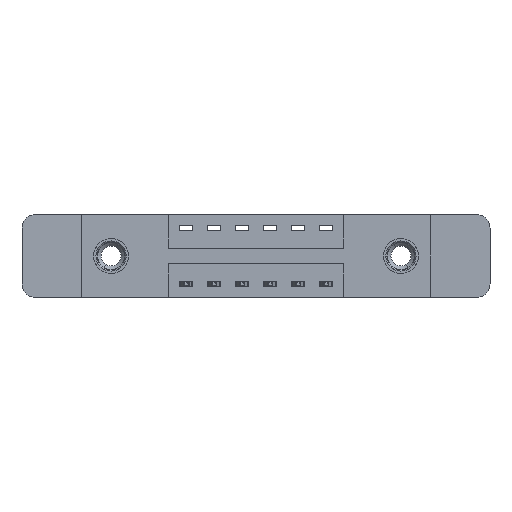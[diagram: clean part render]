
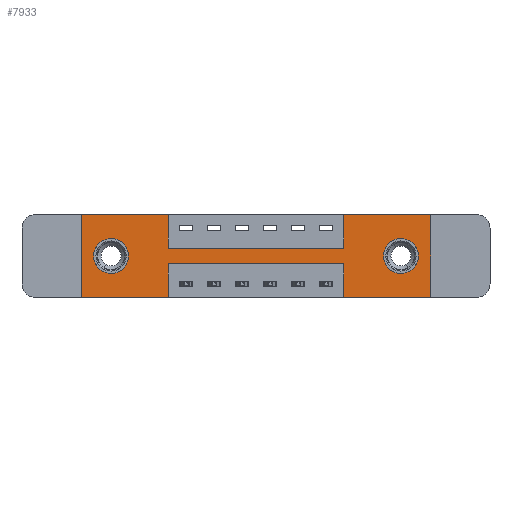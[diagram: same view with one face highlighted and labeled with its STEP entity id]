
A CAD part, front view. The second image highlights one B-rep face of the part: STEP entity #7933.
In plain terms, the highlighted planar face has unit normal (0, -1, 0).
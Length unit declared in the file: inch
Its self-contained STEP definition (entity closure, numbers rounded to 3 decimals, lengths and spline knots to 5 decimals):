
#315 = VECTOR ( 'NONE', #10739, 39.37008 ) ;
#353 = VECTOR ( 'NONE', #2804, 39.37008 ) ;
#477 = ORIENTED_EDGE ( 'NONE', *, *, #6124, .F. ) ;
#501 = CARTESIAN_POINT ( 'NONE',  ( 0.3875, 0., -0.15 ) ) ;
#698 = DIRECTION ( 'NONE',  ( 0., 1., 0. ) ) ;
#748 = EDGE_LOOP ( 'NONE', ( #12242, #12571, #9752, #4665, #5355, #12663, #477, #3896, #6017, #7035, #5911, #11153 ) ) ;
#770 = LINE ( 'NONE', #1986, #4430 ) ;
#889 = EDGE_LOOP ( 'NONE', ( #3189, #5825 ) ) ;
#1049 = VERTEX_POINT ( 'NONE', #7198 ) ;
#1055 = DIRECTION ( 'NONE',  ( -1., 0., 0. ) ) ;
#1178 = CARTESIAN_POINT ( 'NONE',  ( 0., 0., -0.37 ) ) ;
#1270 = DIRECTION ( 'NONE',  ( -1., 0., 0. ) ) ;
#1517 = EDGE_CURVE ( 'NONE', #5089, #1049, #3595, .T. ) ;
#1681 = VERTEX_POINT ( 'NONE', #3483 ) ;
#1857 = CARTESIAN_POINT ( 'NONE',  ( 0.3875, 0., 0. ) ) ;
#1986 = CARTESIAN_POINT ( 'NONE',  ( 0., 0., -0.37 ) ) ;
#2065 = CARTESIAN_POINT ( 'NONE',  ( 0.1325, 0., -0.185 ) ) ;
#2129 = CIRCLE ( 'NONE', #11760, 0.078 ) ;
#2349 = CIRCLE ( 'NONE', #7152, 0.078 ) ;
#2560 = EDGE_CURVE ( 'NONE', #4402, #13898, #11214, .T. ) ;
#2704 = DIRECTION ( 'NONE',  ( 0., 0., -1. ) ) ;
#2804 = DIRECTION ( 'NONE',  ( 0., 0., -1. ) ) ;
#2847 = CARTESIAN_POINT ( 'NONE',  ( 1.4275, 0., -0.185 ) ) ;
#2911 = CARTESIAN_POINT ( 'NONE',  ( 0.3875, 0., -0.37 ) ) ;
#3163 = CARTESIAN_POINT ( 'NONE',  ( 0.3875, 0., -0.22 ) ) ;
#3189 = ORIENTED_EDGE ( 'NONE', *, *, #3422, .T. ) ;
#3271 = VERTEX_POINT ( 'NONE', #9488 ) ;
#3382 = DIRECTION ( 'NONE',  ( -1., 0., 0. ) ) ;
#3422 = EDGE_CURVE ( 'NONE', #1681, #9512, #2349, .T. ) ;
#3483 = CARTESIAN_POINT ( 'NONE',  ( 1.4275, 0., -0.107 ) ) ;
#3595 = LINE ( 'NONE', #13668, #12656 ) ;
#3671 = DIRECTION ( 'NONE',  ( 1., 0., 0. ) ) ;
#3896 = ORIENTED_EDGE ( 'NONE', *, *, #8646, .F. ) ;
#4078 = CARTESIAN_POINT ( 'NONE',  ( 1.1725, 0., 0. ) ) ;
#4112 = VERTEX_POINT ( 'NONE', #14140 ) ;
#4316 = DIRECTION ( 'NONE',  ( 0., 0., -1. ) ) ;
#4402 = VERTEX_POINT ( 'NONE', #2911 ) ;
#4430 = VECTOR ( 'NONE', #1055, 39.37008 ) ;
#4665 = ORIENTED_EDGE ( 'NONE', *, *, #9249, .F. ) ;
#4703 = CARTESIAN_POINT ( 'NONE',  ( 0.3875, 0., -0.37 ) ) ;
#4875 = VECTOR ( 'NONE', #8403, 39.37008 ) ;
#4880 = DIRECTION ( 'NONE',  ( 0., 0., 1. ) ) ;
#4909 = VECTOR ( 'NONE', #11655, 39.37008 ) ;
#5089 = VERTEX_POINT ( 'NONE', #11962 ) ;
#5163 = LINE ( 'NONE', #12861, #353 ) ;
#5355 = ORIENTED_EDGE ( 'NONE', *, *, #10537, .F. ) ;
#5376 = DIRECTION ( 'NONE',  ( 0., 1., 0. ) ) ;
#5481 = EDGE_CURVE ( 'NONE', #3271, #7177, #9584, .T. ) ;
#5513 = CARTESIAN_POINT ( 'NONE',  ( 0., 0., -0.37 ) ) ;
#5634 = LINE ( 'NONE', #9023, #11973 ) ;
#5825 = ORIENTED_EDGE ( 'NONE', *, *, #9192, .T. ) ;
#5842 = FACE_OUTER_BOUND ( 'NONE', #748, .T. ) ;
#5909 = ORIENTED_EDGE ( 'NONE', *, *, #8404, .T. ) ;
#5911 = ORIENTED_EDGE ( 'NONE', *, *, #6388, .F. ) ;
#5912 = DIRECTION ( 'NONE',  ( 0., -1., 0. ) ) ;
#6017 = ORIENTED_EDGE ( 'NONE', *, *, #11031, .F. ) ;
#6036 = ORIENTED_EDGE ( 'NONE', *, *, #7529, .T. ) ;
#6089 = VECTOR ( 'NONE', #3671, 39.37008 ) ;
#6124 = EDGE_CURVE ( 'NONE', #12438, #3271, #8336, .T. ) ;
#6274 = VERTEX_POINT ( 'NONE', #8668 ) ;
#6388 = EDGE_CURVE ( 'NONE', #13898, #13558, #10012, .T. ) ;
#6522 = DIRECTION ( 'NONE',  ( 0., 1., 0. ) ) ;
#6599 = CARTESIAN_POINT ( 'NONE',  ( 1.1725, 0., -0.15 ) ) ;
#7035 = ORIENTED_EDGE ( 'NONE', *, *, #14051, .F. ) ;
#7056 = CARTESIAN_POINT ( 'NONE',  ( 0., 0., 0. ) ) ;
#7141 = FACE_BOUND ( 'NONE', #9630, .T. ) ;
#7152 = AXIS2_PLACEMENT_3D ( 'NONE', #11925, #5376, #4316 ) ;
#7177 = VERTEX_POINT ( 'NONE', #10920 ) ;
#7198 = CARTESIAN_POINT ( 'NONE',  ( 1.1725, 0., -0.22 ) ) ;
#7215 = CARTESIAN_POINT ( 'NONE',  ( 0., 0., -0.37 ) ) ;
#7483 = LINE ( 'NONE', #11863, #4909 ) ;
#7529 = EDGE_CURVE ( 'NONE', #6274, #11958, #12206, .T. ) ;
#7716 = EDGE_CURVE ( 'NONE', #1049, #8378, #5634, .T. ) ;
#7933 = ADVANCED_FACE ( 'NONE', ( #9312, #7141, #5842 ), #8307, .T. ) ;
#8070 = DIRECTION ( 'NONE',  ( 0., 0., 1. ) ) ;
#8071 = CARTESIAN_POINT ( 'NONE',  ( 1.56, 0., -0.37 ) ) ;
#8307 = PLANE ( 'NONE',  #10374 ) ;
#8336 = LINE ( 'NONE', #4078, #10073 ) ;
#8378 = VERTEX_POINT ( 'NONE', #3163 ) ;
#8403 = DIRECTION ( 'NONE',  ( 1., 0., 0. ) ) ;
#8404 = EDGE_CURVE ( 'NONE', #11958, #6274, #2129, .T. ) ;
#8493 = VECTOR ( 'NONE', #8070, 39.37008 ) ;
#8568 = DIRECTION ( 'NONE',  ( 0., 0., 1. ) ) ;
#8646 = EDGE_CURVE ( 'NONE', #4112, #12438, #11701, .T. ) ;
#8668 = CARTESIAN_POINT ( 'NONE',  ( 0.1325, 0., -0.263 ) ) ;
#8750 = DIRECTION ( 'NONE',  ( 0., 0., 1. ) ) ;
#9023 = CARTESIAN_POINT ( 'NONE',  ( 0.3875, 0., -0.22 ) ) ;
#9170 = DIRECTION ( 'NONE',  ( 0., 0., -1. ) ) ;
#9192 = EDGE_CURVE ( 'NONE', #9512, #1681, #9483, .T. ) ;
#9249 = EDGE_CURVE ( 'NONE', #12175, #5089, #770, .T. ) ;
#9309 = CARTESIAN_POINT ( 'NONE',  ( 0.1325, 0., -0.107 ) ) ;
#9312 = FACE_BOUND ( 'NONE', #889, .T. ) ;
#9381 = DIRECTION ( 'NONE',  ( 0., 0., -1. ) ) ;
#9483 = CIRCLE ( 'NONE', #11314, 0.078 ) ;
#9488 = CARTESIAN_POINT ( 'NONE',  ( 1.1725, 0., 0. ) ) ;
#9512 = VERTEX_POINT ( 'NONE', #12675 ) ;
#9584 = LINE ( 'NONE', #13909, #315 ) ;
#9630 = EDGE_LOOP ( 'NONE', ( #5909, #6036 ) ) ;
#9752 = ORIENTED_EDGE ( 'NONE', *, *, #1517, .F. ) ;
#9760 = VECTOR ( 'NONE', #9170, 39.37008 ) ;
#9772 = CARTESIAN_POINT ( 'NONE',  ( 0.1325, 0., -0.185 ) ) ;
#9872 = VECTOR ( 'NONE', #3382, 39.37008 ) ;
#10012 = LINE ( 'NONE', #7056, #8493 ) ;
#10073 = VECTOR ( 'NONE', #13870, 39.37008 ) ;
#10169 = LINE ( 'NONE', #4703, #9760 ) ;
#10346 = CARTESIAN_POINT ( 'NONE',  ( 0., 0., 0. ) ) ;
#10374 = AXIS2_PLACEMENT_3D ( 'NONE', #7215, #5912, #2704 ) ;
#10537 = EDGE_CURVE ( 'NONE', #7177, #12175, #7483, .T. ) ;
#10739 = DIRECTION ( 'NONE',  ( 1., 0., 0. ) ) ;
#10901 = DIRECTION ( 'NONE',  ( 0., 1., 0. ) ) ;
#10920 = CARTESIAN_POINT ( 'NONE',  ( 1.56, 0., 0. ) ) ;
#11031 = EDGE_CURVE ( 'NONE', #11388, #4112, #5163, .T. ) ;
#11153 = ORIENTED_EDGE ( 'NONE', *, *, #2560, .F. ) ;
#11214 = LINE ( 'NONE', #1178, #9872 ) ;
#11314 = AXIS2_PLACEMENT_3D ( 'NONE', #2847, #698, #9381 ) ;
#11388 = VERTEX_POINT ( 'NONE', #1857 ) ;
#11504 = LINE ( 'NONE', #11577, #6089 ) ;
#11577 = CARTESIAN_POINT ( 'NONE',  ( 0., 0., 0. ) ) ;
#11655 = DIRECTION ( 'NONE',  ( 0., 0., -1. ) ) ;
#11701 = LINE ( 'NONE', #501, #4875 ) ;
#11760 = AXIS2_PLACEMENT_3D ( 'NONE', #9772, #6522, #8568 ) ;
#11863 = CARTESIAN_POINT ( 'NONE',  ( 1.56, 0., 0. ) ) ;
#11925 = CARTESIAN_POINT ( 'NONE',  ( 1.4275, 0., -0.185 ) ) ;
#11958 = VERTEX_POINT ( 'NONE', #9309 ) ;
#11962 = CARTESIAN_POINT ( 'NONE',  ( 1.1725, 0., -0.37 ) ) ;
#11973 = VECTOR ( 'NONE', #1270, 39.37008 ) ;
#12175 = VERTEX_POINT ( 'NONE', #8071 ) ;
#12206 = CIRCLE ( 'NONE', #13131, 0.078 ) ;
#12242 = ORIENTED_EDGE ( 'NONE', *, *, #12833, .F. ) ;
#12438 = VERTEX_POINT ( 'NONE', #6599 ) ;
#12571 = ORIENTED_EDGE ( 'NONE', *, *, #7716, .F. ) ;
#12656 = VECTOR ( 'NONE', #4880, 39.37008 ) ;
#12663 = ORIENTED_EDGE ( 'NONE', *, *, #5481, .F. ) ;
#12675 = CARTESIAN_POINT ( 'NONE',  ( 1.4275, 0., -0.263 ) ) ;
#12833 = EDGE_CURVE ( 'NONE', #8378, #4402, #10169, .T. ) ;
#12861 = CARTESIAN_POINT ( 'NONE',  ( 0.3875, 0., 0. ) ) ;
#13131 = AXIS2_PLACEMENT_3D ( 'NONE', #2065, #10901, #8750 ) ;
#13558 = VERTEX_POINT ( 'NONE', #10346 ) ;
#13668 = CARTESIAN_POINT ( 'NONE',  ( 1.1725, 0., -0.37 ) ) ;
#13870 = DIRECTION ( 'NONE',  ( 0., 0., 1. ) ) ;
#13898 = VERTEX_POINT ( 'NONE', #5513 ) ;
#13909 = CARTESIAN_POINT ( 'NONE',  ( 0., 0., 0. ) ) ;
#14051 = EDGE_CURVE ( 'NONE', #13558, #11388, #11504, .T. ) ;
#14140 = CARTESIAN_POINT ( 'NONE',  ( 0.3875, 0., -0.15 ) ) ;
